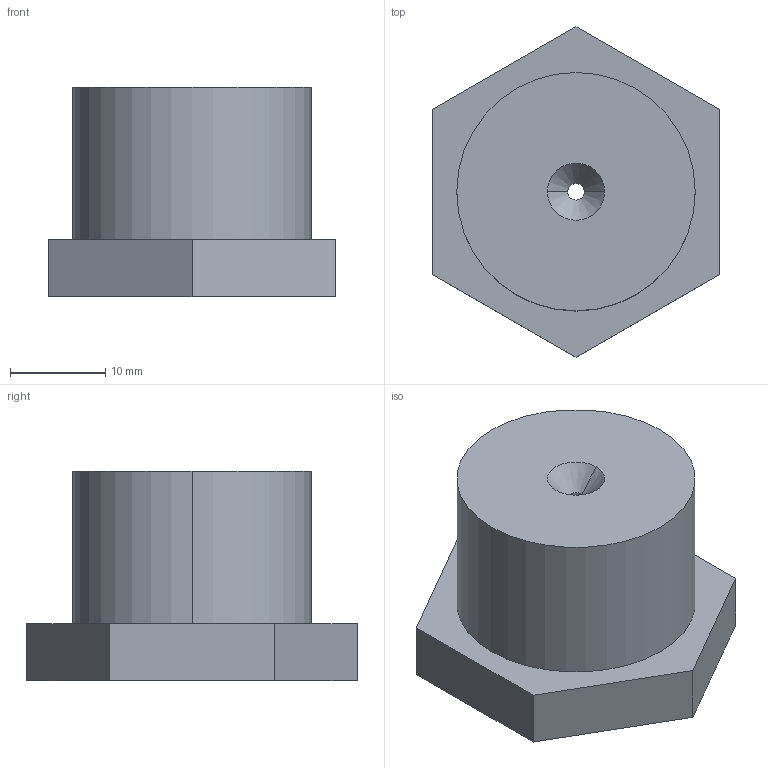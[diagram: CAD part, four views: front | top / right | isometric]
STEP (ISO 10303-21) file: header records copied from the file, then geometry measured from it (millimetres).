
FILE_DESCRIPTION (( 'STEP AP203' ), '1' );
FILE_NAME ('nozzle2.STEP', '2013-05-07T06:43:40', ( '' ), ( '' ), 'SwSTEP 2.0', 'SolidWorks 2012', '' );
FILE_SCHEMA (( 'CONFIG_CONTROL_DESIGN' ));
Length unit declared in the file: millimetre
Products named in the file (1): nozzle2
Bounding box: 30 x 34.64 x 22 mm (x, y, z)
Volume: 12450.4 mm3; surface area: 3553.8 mm2
Topology: 1 solids, 1 shells, 17 faces, 38 edges, 24 vertices
Faces by surface type: plane 9, cone 4, cylinder 4
Entity records: 553 total; most frequent: DIRECTION 86, CARTESIAN_POINT 80, ORIENTED_EDGE 76, EDGE_CURVE 38, AXIS2_PLACEMENT_3D 30, LINE 26, VECTOR 26, VERTEX_POINT 24
